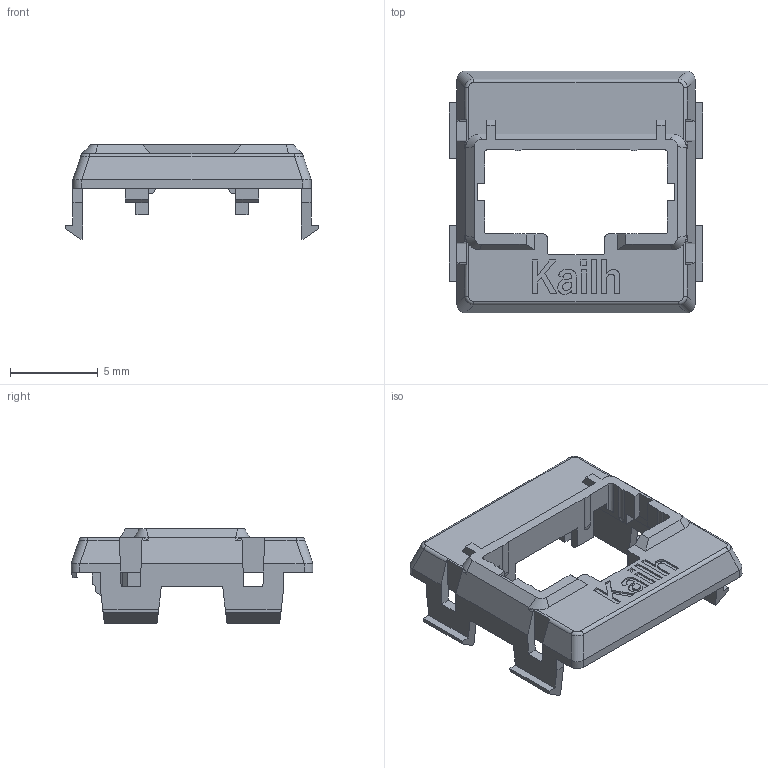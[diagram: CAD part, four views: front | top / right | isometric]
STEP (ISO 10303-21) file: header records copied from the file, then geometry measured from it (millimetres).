
FILE_DESCRIPTION(('FreeCAD Model'),'2;1');
FILE_NAME('Open CASCADE Shape Model','2023-05-23T14:12:34',(''),(''), 'Open CASCADE STEP processor 7.6','FreeCAD','Unknown');
FILE_SCHEMA(('AUTOMOTIVE_DESIGN { 1 0 10303 214 1 1 1 1 }'));
Length unit declared in the file: millimetre
Products named in the file (1): top_stabilizer
Bounding box: 14.5 x 13.8 x 5.4 mm (x, y, z)
Volume: 208.7 mm3; surface area: 616.8 mm2
Topology: 1 solids, 1 shells, 348 faces, 973 edges, 620 vertices
Faces by surface type: plane 204, extrusion 60, cylinder 36, bspline 28, cone 8, sphere 8, torus 4
Entity records: 11520 total; most frequent: CARTESIAN_POINT 2907, ORIENTED_EDGE 1938, DIRECTION 1501, EDGE_CURVE 969, VECTOR 747, LINE 687, VERTEX_POINT 620, AXIS2_PLACEMENT_3D 377
